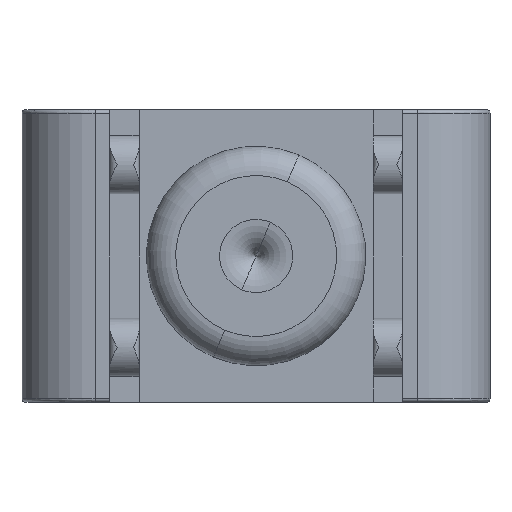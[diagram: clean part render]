
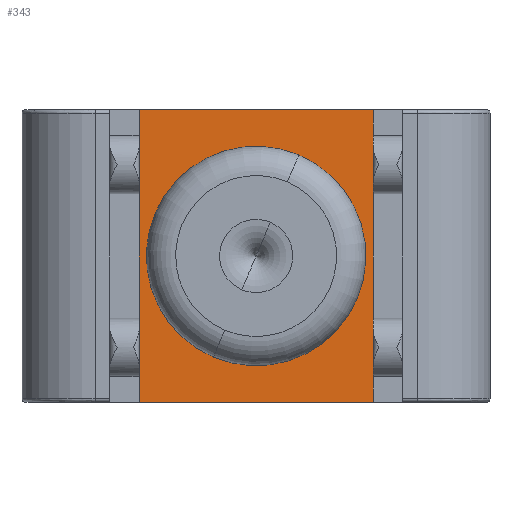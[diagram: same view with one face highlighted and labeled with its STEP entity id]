
A CAD part, front view. The second image highlights one B-rep face of the part: STEP entity #343.
In plain terms, the highlighted planar face has unit normal (0, -1, 0).
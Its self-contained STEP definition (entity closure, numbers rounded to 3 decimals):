
#112 = EDGE_LOOP ( 'NONE', ( #5123, #687 ) ) ;
#183 = CARTESIAN_POINT ( 'NONE',  ( 0., -0.8, 0. ) ) ;
#279 = PLANE ( 'NONE',  #4125 ) ;
#343 = ADVANCED_FACE ( 'NONE', ( #1315, #4966 ), #279, .T. ) ;
#414 = EDGE_CURVE ( 'NONE', #6339, #4252, #3158, .T. ) ;
#485 = VERTEX_POINT ( 'NONE', #4004 ) ;
#508 = ORIENTED_EDGE ( 'NONE', *, *, #1724, .T. ) ;
#652 = VECTOR ( 'NONE', #6128, 1000. ) ;
#687 = ORIENTED_EDGE ( 'NONE', *, *, #4194, .F. ) ;
#806 = CARTESIAN_POINT ( 'NONE',  ( -3.2, -0.8, 4. ) ) ;
#815 = DIRECTION ( 'NONE',  ( 0., -1., 0. ) ) ;
#844 = VECTOR ( 'NONE', #4347, 1000. ) ;
#954 = VECTOR ( 'NONE', #3491, 1000. ) ;
#977 = CARTESIAN_POINT ( 'NONE',  ( 3.2, -0.8, -3.3 ) ) ;
#1086 = AXIS2_PLACEMENT_3D ( 'NONE', #6585, #6075, #3426 ) ;
#1315 = FACE_BOUND ( 'NONE', #112, .T. ) ;
#1405 = CIRCLE ( 'NONE', #1086, 2.075 ) ;
#1624 = EDGE_LOOP ( 'NONE', ( #5063, #4141, #2729, #508 ) ) ;
#1724 = EDGE_CURVE ( 'NONE', #2827, #4490, #5666, .T. ) ;
#2079 = VERTEX_POINT ( 'NONE', #6721 ) ;
#2283 = AXIS2_PLACEMENT_3D ( 'NONE', #5147, #815, #6581 ) ;
#2390 = DIRECTION ( 'NONE',  ( 0., 0., -1. ) ) ;
#2407 = DIRECTION ( 'NONE',  ( -1., 0., 0. ) ) ;
#2631 = EDGE_CURVE ( 'NONE', #2079, #485, #4933, .T. ) ;
#2729 = ORIENTED_EDGE ( 'NONE', *, *, #5979, .F. ) ;
#2782 = DIRECTION ( 'NONE',  ( 0., -1., 0. ) ) ;
#2827 = VERTEX_POINT ( 'NONE', #4587 ) ;
#2876 = VECTOR ( 'NONE', #2407, 1000. ) ;
#3158 = CIRCLE ( 'NONE', #2283, 2.075 ) ;
#3364 = LINE ( 'NONE', #3400, #844 ) ;
#3400 = CARTESIAN_POINT ( 'NONE',  ( 3.2, -0.8, 4. ) ) ;
#3426 = DIRECTION ( 'NONE',  ( 0., 0., -1. ) ) ;
#3491 = DIRECTION ( 'NONE',  ( 0., 0., 1. ) ) ;
#3771 = EDGE_CURVE ( 'NONE', #4490, #2079, #3364, .T. ) ;
#4004 = CARTESIAN_POINT ( 'NONE',  ( -3.2, -0.8, -4. ) ) ;
#4053 = CARTESIAN_POINT ( 'NONE',  ( 0., -0.8, 2.075 ) ) ;
#4125 = AXIS2_PLACEMENT_3D ( 'NONE', #183, #2782, #2390 ) ;
#4141 = ORIENTED_EDGE ( 'NONE', *, *, #2631, .T. ) ;
#4194 = EDGE_CURVE ( 'NONE', #4252, #6339, #1405, .T. ) ;
#4252 = VERTEX_POINT ( 'NONE', #4053 ) ;
#4347 = DIRECTION ( 'NONE',  ( -1., 0., 0. ) ) ;
#4490 = VERTEX_POINT ( 'NONE', #4790 ) ;
#4587 = CARTESIAN_POINT ( 'NONE',  ( 3.2, -0.8, -4. ) ) ;
#4790 = CARTESIAN_POINT ( 'NONE',  ( 3.2, -0.8, 4. ) ) ;
#4933 = LINE ( 'NONE', #806, #652 ) ;
#4966 = FACE_OUTER_BOUND ( 'NONE', #1624, .T. ) ;
#4983 = CARTESIAN_POINT ( 'NONE',  ( -3.2, -0.8, -4. ) ) ;
#5063 = ORIENTED_EDGE ( 'NONE', *, *, #3771, .T. ) ;
#5123 = ORIENTED_EDGE ( 'NONE', *, *, #414, .F. ) ;
#5147 = CARTESIAN_POINT ( 'NONE',  ( 0., -0.8, 0. ) ) ;
#5666 = LINE ( 'NONE', #977, #954 ) ;
#5979 = EDGE_CURVE ( 'NONE', #2827, #485, #6624, .T. ) ;
#6075 = DIRECTION ( 'NONE',  ( 0., -1., 0. ) ) ;
#6128 = DIRECTION ( 'NONE',  ( 0., 0., -1. ) ) ;
#6170 = CARTESIAN_POINT ( 'NONE',  ( 0., -0.8, -2.075 ) ) ;
#6339 = VERTEX_POINT ( 'NONE', #6170 ) ;
#6581 = DIRECTION ( 'NONE',  ( 0., 0., -1. ) ) ;
#6585 = CARTESIAN_POINT ( 'NONE',  ( 0., -0.8, 0. ) ) ;
#6624 = LINE ( 'NONE', #4983, #2876 ) ;
#6721 = CARTESIAN_POINT ( 'NONE',  ( -3.2, -0.8, 4. ) ) ;
